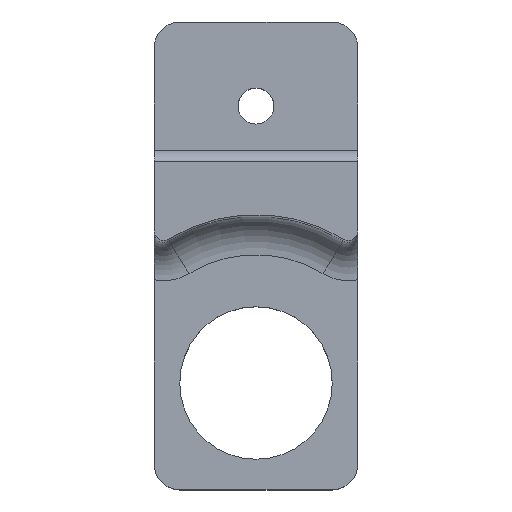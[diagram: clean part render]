
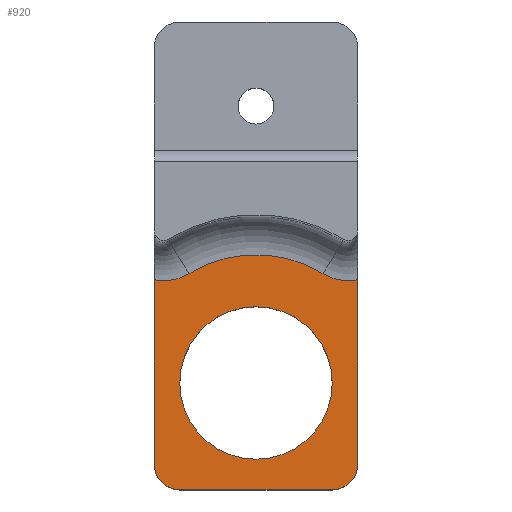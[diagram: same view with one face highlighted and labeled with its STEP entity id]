
A CAD part, top view. The second image highlights one B-rep face of the part: STEP entity #920.
In plain terms, the highlighted face is planar.
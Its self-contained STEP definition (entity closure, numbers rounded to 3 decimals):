
#10=CARTESIAN_POINT('',(-26.633,-44.105,
-18.09));
#20=DIRECTION('',(-1.,0.,0.));
#30=DIRECTION('',(0.,0.,1.));
#40=AXIS2_PLACEMENT_3D('',#10,#20,#30);
#50=PLANE('',#40);
#60=CARTESIAN_POINT('',(-26.633,-53.107,-22.5));
#70=DIRECTION('',(-1.,0.,0.));
#80=DIRECTION('',(0.,0.,1.));
#90=AXIS2_PLACEMENT_3D('',#60,#70,#80);
#100=CIRCLE('',#90,5.944);
#110=CARTESIAN_POINT('',(-26.633,-53.107,-16.556))
;
#120=VERTEX_POINT('',#110);
#130=CARTESIAN_POINT('',(-26.633,-53.107,-28.444))
;
#140=VERTEX_POINT('',#130);
#150=EDGE_CURVE('',#120,#140,#100,.T.);
#160=ORIENTED_EDGE('',*,*,#150,.T.);
#170=EDGE_CURVE('',#140,#120,#100,.T.);
#180=ORIENTED_EDGE('',*,*,#170,.T.);
#190=EDGE_LOOP('',(#180,#160));
#200=FACE_BOUND('',#190,.T.);
#210=CARTESIAN_POINT('',(-26.633,-41.385,-29.688
));
#220=DIRECTION('',(1.,0.,0.));
#230=DIRECTION('',(0.,-1.,0.));
#240=AXIS2_PLACEMENT_3D('',#210,#220,#230);
#250=CIRCLE('',#240,3.75);
#260=CARTESIAN_POINT('',(-26.633,-44.582,
-27.727));
#270=VERTEX_POINT('',#260);
#280=CARTESIAN_POINT('',(-26.633,-45.059,-30.438
));
#290=VERTEX_POINT('',#280);
#300=EDGE_CURVE('',#270,#290,#250,.T.);
#310=ORIENTED_EDGE('',*,*,#300,.F.);
#320=CARTESIAN_POINT('',(-26.633,-44.105,-30.438
));
#330=DIRECTION('',(0.,1.,0.));
#340=VECTOR('',#330,1.);
#350=LINE('',#320,#340);
#360=CARTESIAN_POINT('',(-26.633,-59.44,-30.438));
#370=VERTEX_POINT('',#360);
#380=EDGE_CURVE('',#370,#290,#350,.T.);
#390=ORIENTED_EDGE('',*,*,#380,.T.);
#400=CARTESIAN_POINT('',(-26.633,-59.44,-28.438));
#410=DIRECTION('',(-1.,0.,0.));
#420=DIRECTION('',(0.,0.,1.));
#430=AXIS2_PLACEMENT_3D('',#400,#410,#420);
#440=CIRCLE('',#430,2.);
#450=CARTESIAN_POINT('',(-26.633,-61.44,-28.438));
#460=VERTEX_POINT('',#450);
#470=EDGE_CURVE('',#370,#460,#440,.T.);
#480=ORIENTED_EDGE('',*,*,#470,.F.);
#490=CARTESIAN_POINT('',(-26.633,-61.44,-18.09));
#500=DIRECTION('',(0.,0.,-1.));
#510=VECTOR('',#500,1.);
#520=LINE('',#490,#510);
#530=CARTESIAN_POINT('',(-26.633,-61.44,-16.563));
#540=VERTEX_POINT('',#530);
#550=EDGE_CURVE('',#540,#460,#520,.T.);
#560=ORIENTED_EDGE('',*,*,#550,.T.);
#570=CARTESIAN_POINT('',(-26.633,-59.44,-16.563));
#580=DIRECTION('',(1.,0.,0.));
#590=DIRECTION('',(0.,0.,-1.));
#600=AXIS2_PLACEMENT_3D('',#570,#580,#590);
#610=CIRCLE('',#600,2.);
#620=CARTESIAN_POINT('',(-26.633,-59.44,-14.563));
#630=VERTEX_POINT('',#620);
#640=EDGE_CURVE('',#630,#540,#610,.T.);
#650=ORIENTED_EDGE('',*,*,#640,.T.);
#660=CARTESIAN_POINT('',(-26.633,-44.105,-14.563
));
#670=DIRECTION('',(0.,-1.,0.));
#680=VECTOR('',#670,1.);
#690=LINE('',#660,#680);
#700=CARTESIAN_POINT('',(-26.633,-45.059,-14.563
));
#710=VERTEX_POINT('',#700);
#720=EDGE_CURVE('',#710,#630,#690,.T.);
#730=ORIENTED_EDGE('',*,*,#720,.T.);
#740=CARTESIAN_POINT('',(-26.633,-41.385,-15.313
));
#750=DIRECTION('',(1.,0.,0.));
#760=DIRECTION('',(0.,-1.,0.));
#770=AXIS2_PLACEMENT_3D('',#740,#750,#760);
#780=CIRCLE('',#770,3.75);
#790=CARTESIAN_POINT('',(-26.633,-44.582,
-17.273));
#800=VERTEX_POINT('',#790);
#810=EDGE_CURVE('',#710,#800,#780,.T.);
#820=ORIENTED_EDGE('',*,*,#810,.F.);
#830=CARTESIAN_POINT('',(-26.633,-53.107,-22.5))
;
#840=DIRECTION('',(1.,0.,0.));
#850=DIRECTION('',(0.,-1.,0.));
#860=AXIS2_PLACEMENT_3D('',#830,#840,#850);
#870=CIRCLE('',#860,10.);
#880=EDGE_CURVE('',#270,#800,#870,.T.);
#890=ORIENTED_EDGE('',*,*,#880,.T.);
#900=EDGE_LOOP('',(#890,#820,#730,#650,#560,#480,#390,#310));
#910=FACE_OUTER_BOUND('',#900,.T.);
#920=ADVANCED_FACE('',(#200,#910),#50,.F.);
